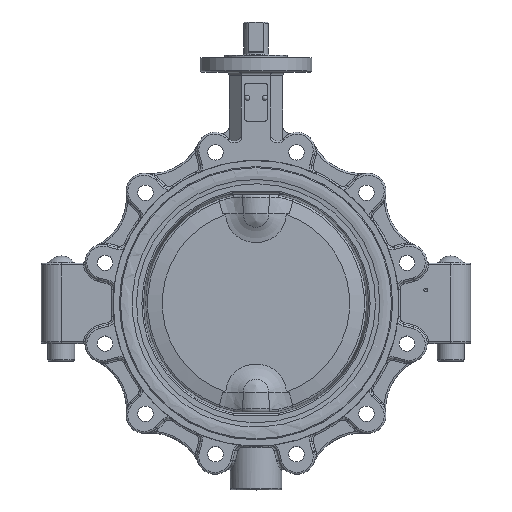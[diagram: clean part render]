
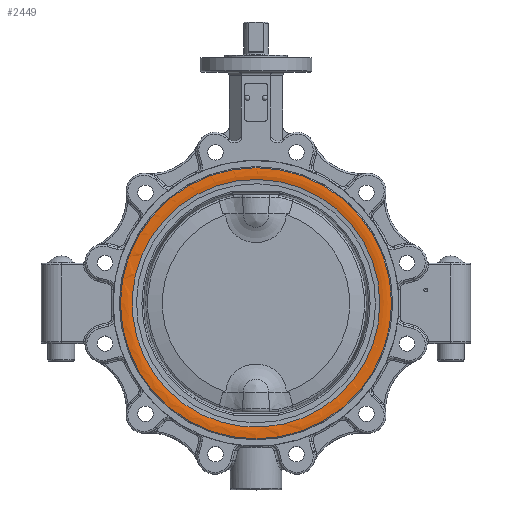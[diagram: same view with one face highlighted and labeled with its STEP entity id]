
A CAD part, top view. The second image highlights one B-rep face of the part: STEP entity #2449.
In plain terms, the highlighted toroidal (fillet/blend) face has major radius 146 mm and minor radius 30 mm.
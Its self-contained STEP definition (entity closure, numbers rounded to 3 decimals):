
#2212=CARTESIAN_POINT('',(151.845,2.5,34.925));
#2213=VERTEX_POINT('',#2212);
#2214=CARTESIAN_POINT('',(0.,2.5,34.925));
#2215=DIRECTION('',(0.0,0.0,1.0));
#2216=DIRECTION('',(1.0,0.0,0.0));
#2217=AXIS2_PLACEMENT_3D('',#2214,#2215,#2216);
#2218=CIRCLE('',#2217,151.845);
#2219=EDGE_CURVE('',#2213,#2213,#2218,.T.);
#2430=CARTESIAN_POINT('',(0.,2.5,5.5));
#2431=DIRECTION('',(0.,0.,1.0));
#2432=DIRECTION('',(0.0,1.0,0.0));
#2433=AXIS2_PLACEMENT_3D('',#2430,#2431,#2432);
#2434=TOROIDAL_SURFACE('',#2433,146.0,30.);
#2435=CARTESIAN_POINT('',(138.706,2.5,34.6));
#2436=VERTEX_POINT('',#2435);
#2437=CARTESIAN_POINT('',(0.,2.5,34.6));
#2438=DIRECTION('',(0.0,0.0,1.0));
#2439=DIRECTION('',(1.0,0.0,0.0));
#2440=AXIS2_PLACEMENT_3D('',#2437,#2438,#2439);
#2441=CIRCLE('',#2440,138.706);
#2442=EDGE_CURVE('',#2436,#2436,#2441,.T.);
#2443=ORIENTED_EDGE('',*,*,#2442,.F.);
#2444=EDGE_LOOP('',(#2443));
#2445=FACE_OUTER_BOUND('',#2444,.T.);
#2446=ORIENTED_EDGE('',*,*,#2219,.T.);
#2447=EDGE_LOOP('',(#2446));
#2448=FACE_BOUND('',#2447,.T.);
#2449=ADVANCED_FACE('',(#2445,#2448),#2434,.T.);
